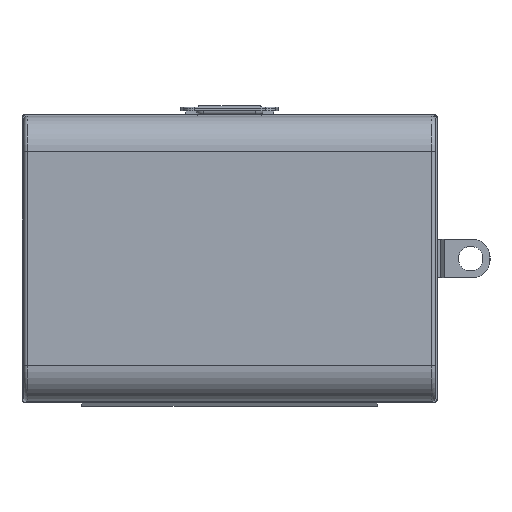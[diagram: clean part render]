
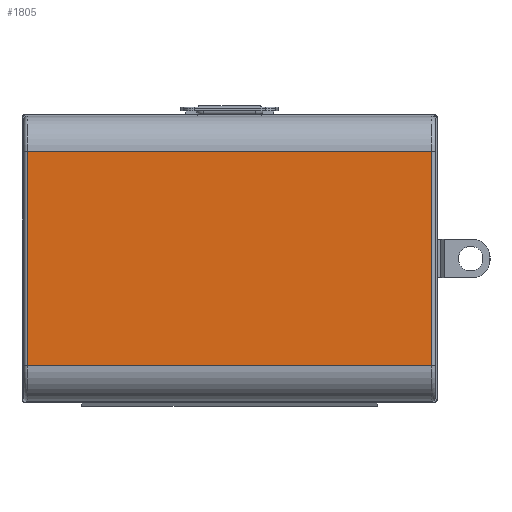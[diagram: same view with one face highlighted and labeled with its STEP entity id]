
A CAD part, front view. The second image highlights one B-rep face of the part: STEP entity #1805.
In plain terms, the highlighted planar face has unit normal (0, -1, 0).
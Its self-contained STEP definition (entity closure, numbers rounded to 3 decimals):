
#176 = DIRECTION ( 'NONE',  ( 0., 0., 1. ) ) ;
#181 = CARTESIAN_POINT ( 'NONE',  ( 0., 0., -30.5 ) ) ;
#487 = DIRECTION ( 'NONE',  ( 0., 0., -1. ) ) ;
#518 = VECTOR ( 'NONE', #4305, 1000. ) ;
#678 = VECTOR ( 'NONE', #2170, 1000. ) ;
#839 = CARTESIAN_POINT ( 'NONE',  ( 0., 0., 0. ) ) ;
#1274 = LINE ( 'NONE', #3796, #5991 ) ;
#1290 = LINE ( 'NONE', #3808, #518 ) ;
#1805 = ADVANCED_FACE ( 'NONE', ( #4639 ), #6437, .F. ) ;
#1952 = LINE ( 'NONE', #4298, #7579 ) ;
#2170 = DIRECTION ( 'NONE',  ( 1., 0., 0. ) ) ;
#2897 = VERTEX_POINT ( 'NONE', #6846 ) ;
#3076 = ORIENTED_EDGE ( 'NONE', *, *, #7366, .T. ) ;
#3668 = ORIENTED_EDGE ( 'NONE', *, *, #8057, .T. ) ;
#3796 = CARTESIAN_POINT ( 'NONE',  ( -57.5, 0., 0. ) ) ;
#3808 = CARTESIAN_POINT ( 'NONE',  ( 57.5, 0., 0. ) ) ;
#3999 = CARTESIAN_POINT ( 'NONE',  ( -57.5, 0., -30.5 ) ) ;
#4012 = AXIS2_PLACEMENT_3D ( 'NONE', #839, #7629, #176 ) ;
#4298 = CARTESIAN_POINT ( 'NONE',  ( 0., 0., 30.5 ) ) ;
#4305 = DIRECTION ( 'NONE',  ( 0., 0., 1. ) ) ;
#4378 = DIRECTION ( 'NONE',  ( -1., 0., 0. ) ) ;
#4639 = FACE_OUTER_BOUND ( 'NONE', #6708, .T. ) ;
#4735 = ORIENTED_EDGE ( 'NONE', *, *, #5990, .T. ) ;
#5161 = VERTEX_POINT ( 'NONE', #3999 ) ;
#5990 = EDGE_CURVE ( 'NONE', #5161, #6312, #7714, .T. ) ;
#5991 = VECTOR ( 'NONE', #487, 1000. ) ;
#6312 = VERTEX_POINT ( 'NONE', #8018 ) ;
#6437 = PLANE ( 'NONE',  #4012 ) ;
#6518 = VERTEX_POINT ( 'NONE', #8009 ) ;
#6708 = EDGE_LOOP ( 'NONE', ( #4735, #3668, #6840, #3076 ) ) ;
#6840 = ORIENTED_EDGE ( 'NONE', *, *, #6888, .T. ) ;
#6846 = CARTESIAN_POINT ( 'NONE',  ( 57.5, 0., 30.5 ) ) ;
#6888 = EDGE_CURVE ( 'NONE', #2897, #6518, #1952, .T. ) ;
#7366 = EDGE_CURVE ( 'NONE', #6518, #5161, #1274, .T. ) ;
#7579 = VECTOR ( 'NONE', #4378, 1000. ) ;
#7629 = DIRECTION ( 'NONE',  ( 0., 1., 0. ) ) ;
#7714 = LINE ( 'NONE', #181, #678 ) ;
#8009 = CARTESIAN_POINT ( 'NONE',  ( -57.5, 0., 30.5 ) ) ;
#8018 = CARTESIAN_POINT ( 'NONE',  ( 57.5, 0., -30.5 ) ) ;
#8057 = EDGE_CURVE ( 'NONE', #6312, #2897, #1290, .T. ) ;
